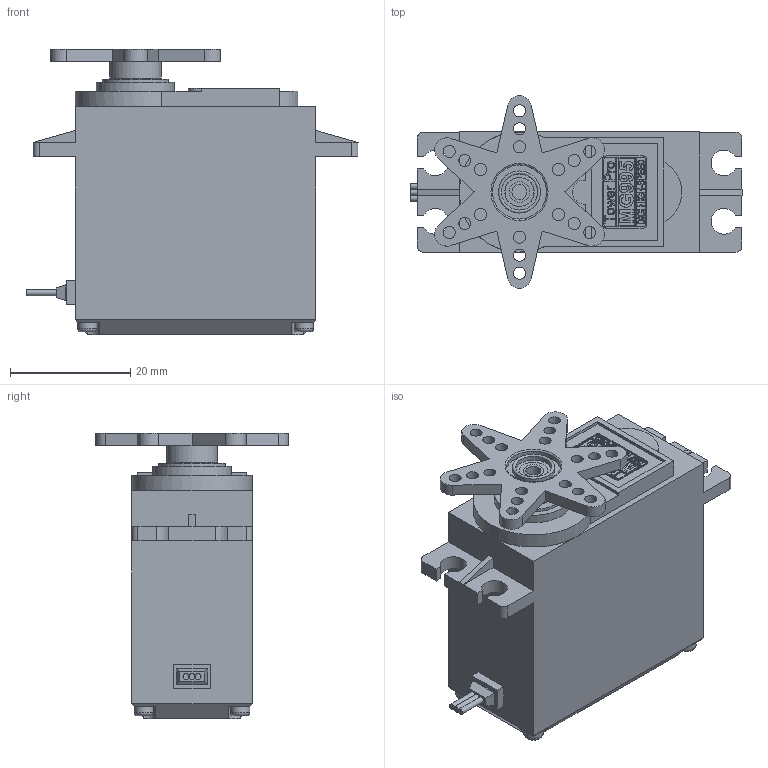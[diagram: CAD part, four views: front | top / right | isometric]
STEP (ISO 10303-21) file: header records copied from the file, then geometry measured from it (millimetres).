
FILE_DESCRIPTION(/* description */ (''),/* implementation_level */ '2;1');
FILE_NAME(/* name */ 'Ensamble motor SG995 v2.step',/* time_stamp */ '2025-07-14T23:13:54-05:00',/* author */ (''),/* organization */ (''),/* preprocessor_version */ 'ST-DEVELOPER v20.1',/* originating_system */ 'Autodesk Translation Framework v14.10.0.0',/* authorisation */ '');
FILE_SCHEMA (('AUTOMOTIVE_DESIGN { 1 0 10303 214 3 1 1 }'));
Length unit declared in the file: millimetre
Products named in the file (3): Ensamble motor SG995; MG995; Servo_MG995_Star_horn
Assembly tree (2 placements, depth 2):
  Ensamble motor SG995
    MG995
    Servo_MG995_Star_horn
Bounding box: 55.2 x 32 x 47.5 mm (x, y, z)
Volume: 33373.8 mm3; surface area: 9077.9 mm2
Topology: 36 solids, 36 shells, 874 faces, 2336 edges, 1549 vertices
Faces by surface type: plane 514, bspline 263, cylinder 89, torus 7, cone 1
Full cylindrical faces by diameter (mm): 1 x1, 2 x18, 2.5 x1, 3.2 x4, 3.4 x1, 6 x1, 6.5 x1, 7 x1, 8.5 x1, 9 x1, 11 x1, 13 x1
Entity records: 27532 total; most frequent: CARTESIAN_POINT 7229, ORIENTED_EDGE 4672, DIRECTION 3194, EDGE_CURVE 2336, LINE 1560, VECTOR 1560, VERTEX_POINT 1549, EDGE_LOOP 957
